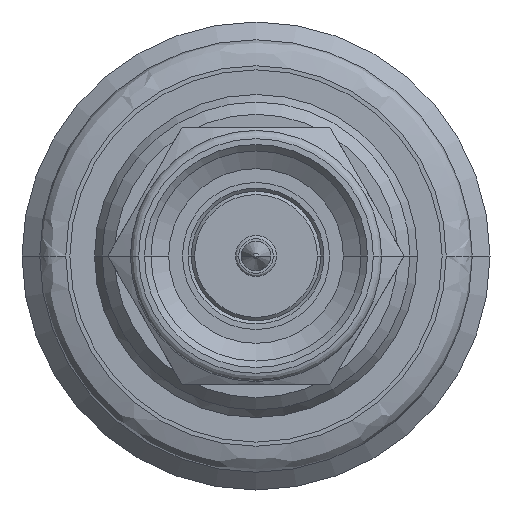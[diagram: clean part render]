
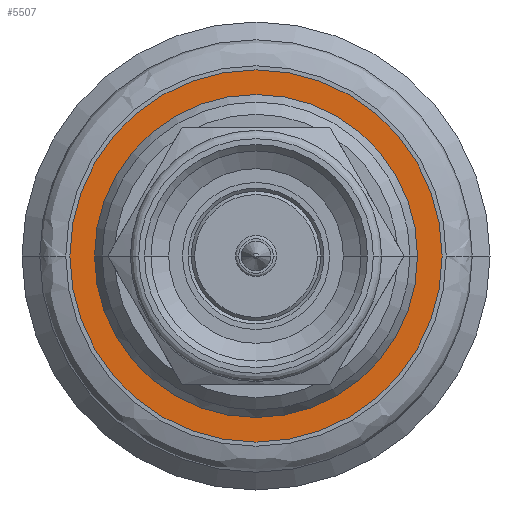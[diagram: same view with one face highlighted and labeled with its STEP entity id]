
A CAD part, left-side view. The second image highlights one B-rep face of the part: STEP entity #5507.
In plain terms, the highlighted face is planar.
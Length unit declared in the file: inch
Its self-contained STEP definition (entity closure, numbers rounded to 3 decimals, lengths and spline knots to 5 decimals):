
#662 = CIRCLE ( 'NONE', #7834, 0.19667 ) ;
#813 = EDGE_CURVE ( 'NONE', #4284, #4577, #3069, .T. ) ;
#979 = EDGE_LOOP ( 'NONE', ( #1929, #2103 ) ) ;
#1270 = CIRCLE ( 'NONE', #3936, 0.22667 ) ;
#1527 = DIRECTION ( 'NONE',  ( 0., 0., -1. ) ) ;
#1929 = ORIENTED_EDGE ( 'NONE', *, *, #11634, .T. ) ;
#2028 = DIRECTION ( 'NONE',  ( -1., 0., 0. ) ) ;
#2062 = EDGE_CURVE ( 'NONE', #5910, #3360, #3208, .T. ) ;
#2103 = ORIENTED_EDGE ( 'NONE', *, *, #2062, .T. ) ;
#2287 = CARTESIAN_POINT ( 'NONE',  ( 0.78349, 0., 0. ) ) ;
#2481 = DIRECTION ( 'NONE',  ( 0., 0., 1. ) ) ;
#2516 = AXIS2_PLACEMENT_3D ( 'NONE', #2771, #4650, #8590 ) ;
#2771 = CARTESIAN_POINT ( 'NONE',  ( 0.78349, 0., 0. ) ) ;
#2851 = ORIENTED_EDGE ( 'NONE', *, *, #11829, .T. ) ;
#3069 = CIRCLE ( 'NONE', #4656, 0.19667 ) ;
#3208 = CIRCLE ( 'NONE', #6089, 0.22667 ) ;
#3360 = VERTEX_POINT ( 'NONE', #11583 ) ;
#3936 = AXIS2_PLACEMENT_3D ( 'NONE', #2287, #6223, #1527 ) ;
#4284 = VERTEX_POINT ( 'NONE', #11598 ) ;
#4577 = VERTEX_POINT ( 'NONE', #9467 ) ;
#4650 = DIRECTION ( 'NONE',  ( 1., 0., 0. ) ) ;
#4656 = AXIS2_PLACEMENT_3D ( 'NONE', #5460, #11579, #2481 ) ;
#5460 = CARTESIAN_POINT ( 'NONE',  ( 0.78349, 0., 0. ) ) ;
#5507 = ADVANCED_FACE ( 'NONE', ( #11739, #10716 ), #8725, .T. ) ;
#5828 = DIRECTION ( 'NONE',  ( 0., 0., 1. ) ) ;
#5910 = VERTEX_POINT ( 'NONE', #11193 ) ;
#6089 = AXIS2_PLACEMENT_3D ( 'NONE', #9450, #11971, #7545 ) ;
#6223 = DIRECTION ( 'NONE',  ( 1., 0., 0. ) ) ;
#7545 = DIRECTION ( 'NONE',  ( 0., 0., -1. ) ) ;
#7834 = AXIS2_PLACEMENT_3D ( 'NONE', #10937, #2028, #5828 ) ;
#8590 = DIRECTION ( 'NONE',  ( 0., 0., -1. ) ) ;
#8725 = PLANE ( 'NONE',  #2516 ) ;
#9450 = CARTESIAN_POINT ( 'NONE',  ( 0.78349, 0., 0. ) ) ;
#9467 = CARTESIAN_POINT ( 'NONE',  ( 0.78349, 0., 0.19667 ) ) ;
#9740 = EDGE_LOOP ( 'NONE', ( #2851, #10640 ) ) ;
#10640 = ORIENTED_EDGE ( 'NONE', *, *, #813, .T. ) ;
#10716 = FACE_BOUND ( 'NONE', #9740, .T. ) ;
#10937 = CARTESIAN_POINT ( 'NONE',  ( 0.78349, 0., 0. ) ) ;
#11193 = CARTESIAN_POINT ( 'NONE',  ( 0.78349, 0., -0.22667 ) ) ;
#11579 = DIRECTION ( 'NONE',  ( -1., 0., 0. ) ) ;
#11583 = CARTESIAN_POINT ( 'NONE',  ( 0.78349, 0., 0.22667 ) ) ;
#11598 = CARTESIAN_POINT ( 'NONE',  ( 0.78349, 0., -0.19667 ) ) ;
#11634 = EDGE_CURVE ( 'NONE', #3360, #5910, #1270, .T. ) ;
#11739 = FACE_OUTER_BOUND ( 'NONE', #979, .T. ) ;
#11829 = EDGE_CURVE ( 'NONE', #4577, #4284, #662, .T. ) ;
#11971 = DIRECTION ( 'NONE',  ( 1., 0., 0. ) ) ;
